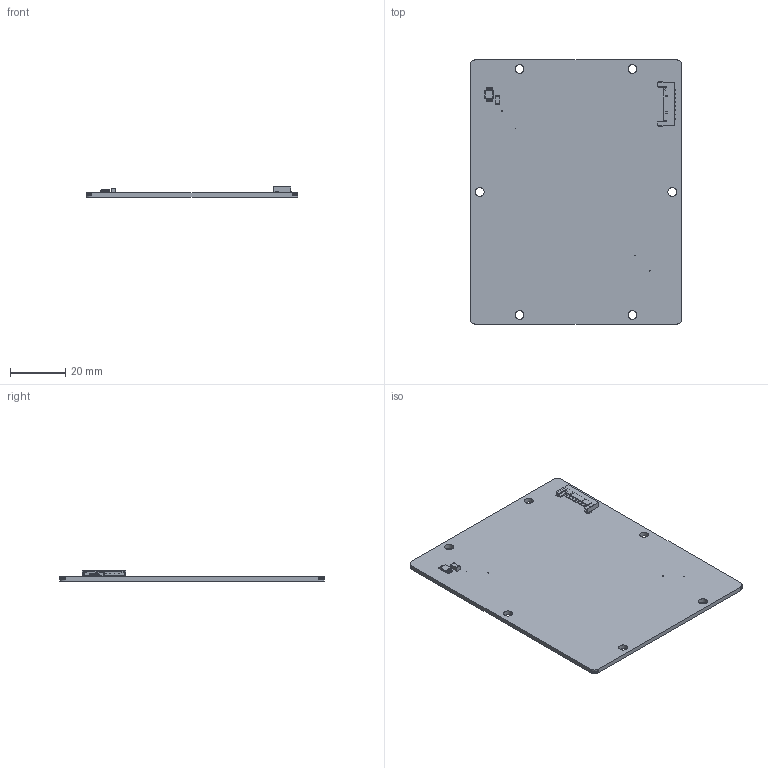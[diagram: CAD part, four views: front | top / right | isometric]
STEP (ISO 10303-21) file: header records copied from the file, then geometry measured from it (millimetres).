
FILE_DESCRIPTION(('KiCad electronic assembly'),'2;1');
FILE_NAME('magnetorquer_board.step','2025-04-22T13:20:56',('Pcbnew'),( 'Kicad'),'Open CASCADE STEP processor 7.6','KiCad to STEP converter' ,'Unknown');
FILE_SCHEMA(('AUTOMOTIVE_DESIGN { 1 0 10303 214 1 1 1 1 }'));
Length unit declared in the file: millimetre
Products named in the file (8): magnetorquer_board 1; Molex_504050-0891; 5040500891wbm000_01; DRV8830DGQR; DGQ0010E_ASM; C_1206_3216Metric; magnetorquer_board PCB
Assembly tree (7 placements, depth 3):
  magnetorquer_board 1
    Molex_504050-0891
      5040500891wbm000_01
    DRV8830DGQR
      DGQ0010E_ASM
    C_1206_3216Metric
      C_1206_3216Metric
    magnetorquer_board PCB
Bounding box: 77 x 96 x 3.65 mm (x, y, z)
Volume: 11845.7 mm3; surface area: 15777.9 mm2
Topology: 15 solids, 15 shells, 529 faces, 1417 edges, 924 vertices
Faces by surface type: plane 419, cylinder 102, sphere 8
Full cylindrical faces by diameter (mm): 0.3 x4, 3.2 x6
Entity records: 37191 total; most frequent: CARTESIAN_POINT 8200, DIRECTION 5316, LINE 3786, VECTOR 3786, ORIENTED_EDGE 2834, PCURVE 2834, DEFINITIONAL_REPRESENTATION 2834, EDGE_CURVE 1417
